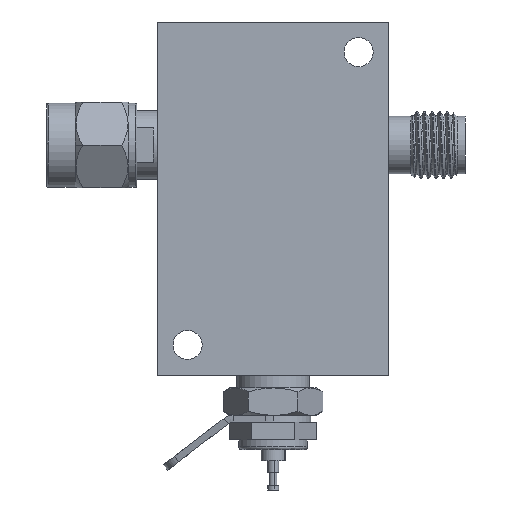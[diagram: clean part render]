
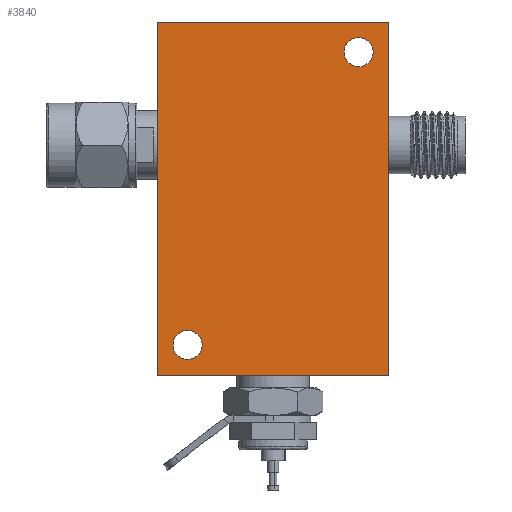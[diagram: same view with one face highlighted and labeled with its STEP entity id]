
A CAD part, front view. The second image highlights one B-rep face of the part: STEP entity #3840.
In plain terms, the highlighted planar face has unit normal (0, -1, 0).
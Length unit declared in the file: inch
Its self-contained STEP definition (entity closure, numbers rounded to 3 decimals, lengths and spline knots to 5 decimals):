
#72 = VECTOR ( 'NONE', #10980, 39.37008 ) ;
#403 = VECTOR ( 'NONE', #616, 39.37008 ) ;
#571 = VERTEX_POINT ( 'NONE', #14891 ) ;
#616 = DIRECTION ( 'NONE',  ( 1., 0., 0. ) ) ;
#841 = LINE ( 'NONE', #16670, #72 ) ;
#1314 = FACE_BOUND ( 'NONE', #5641, .T. ) ;
#1690 = VERTEX_POINT ( 'NONE', #14996 ) ;
#1761 = EDGE_CURVE ( 'NONE', #12429, #9416, #14721, .T. ) ;
#2036 = VERTEX_POINT ( 'NONE', #18920 ) ;
#2259 = CARTESIAN_POINT ( 'NONE',  ( 0.3125, 0., 0.58825 ) ) ;
#2527 = AXIS2_PLACEMENT_3D ( 'NONE', #8252, #5352, #8454 ) ;
#2905 = DIRECTION ( 'NONE',  ( 0., 0., -1. ) ) ;
#2909 = CARTESIAN_POINT ( 'NONE',  ( 0., 0., -0.645 ) ) ;
#3523 = PLANE ( 'NONE',  #2527 ) ;
#3718 = AXIS2_PLACEMENT_3D ( 'NONE', #6468, #18070, #16439 ) ;
#3840 = ADVANCED_FACE ( 'NONE', ( #17147, #18598, #1314 ), #3523, .F. ) ;
#4075 = LINE ( 'NONE', #5894, #8414 ) ;
#4670 = CIRCLE ( 'NONE', #15484, 0.05325 ) ;
#5038 = ORIENTED_EDGE ( 'NONE', *, *, #7782, .F. ) ;
#5352 = DIRECTION ( 'NONE',  ( 0., 1., 0. ) ) ;
#5514 = EDGE_LOOP ( 'NONE', ( #18693, #12993 ) ) ;
#5641 = EDGE_LOOP ( 'NONE', ( #5038, #17076 ) ) ;
#5894 = CARTESIAN_POINT ( 'NONE',  ( 0.4225, 0., 0. ) ) ;
#6028 = DIRECTION ( 'NONE',  ( 0., -1., 0. ) ) ;
#6285 = ORIENTED_EDGE ( 'NONE', *, *, #11097, .F. ) ;
#6344 = DIRECTION ( 'NONE',  ( 0., 0., 1. ) ) ;
#6468 = CARTESIAN_POINT ( 'NONE',  ( -0.3125, 0., -0.535 ) ) ;
#6944 = ORIENTED_EDGE ( 'NONE', *, *, #8548, .F. ) ;
#7252 = LINE ( 'NONE', #2909, #8705 ) ;
#7728 = CIRCLE ( 'NONE', #3718, 0.05325 ) ;
#7739 = DIRECTION ( 'NONE',  ( 0., -1., 0. ) ) ;
#7782 = EDGE_CURVE ( 'NONE', #571, #17107, #7728, .T. ) ;
#7786 = VERTEX_POINT ( 'NONE', #15186 ) ;
#8252 = CARTESIAN_POINT ( 'NONE',  ( 0., 0., 0. ) ) ;
#8414 = VECTOR ( 'NONE', #2905, 39.37008 ) ;
#8454 = DIRECTION ( 'NONE',  ( 0., 0., 1. ) ) ;
#8548 = EDGE_CURVE ( 'NONE', #17902, #1690, #841, .T. ) ;
#8705 = VECTOR ( 'NONE', #14697, 39.37008 ) ;
#9042 = EDGE_CURVE ( 'NONE', #17107, #571, #4670, .T. ) ;
#9416 = VERTEX_POINT ( 'NONE', #10694 ) ;
#9927 = EDGE_CURVE ( 'NONE', #1690, #2036, #16730, .T. ) ;
#10035 = EDGE_CURVE ( 'NONE', #2036, #7786, #4075, .T. ) ;
#10694 = CARTESIAN_POINT ( 'NONE',  ( 0.3125, 0., 0.48175 ) ) ;
#10741 = CARTESIAN_POINT ( 'NONE',  ( -0.3125, 0., -0.58825 ) ) ;
#10745 = CARTESIAN_POINT ( 'NONE',  ( 0.3125, 0., 0.535 ) ) ;
#10980 = DIRECTION ( 'NONE',  ( 0., 0., 1. ) ) ;
#11097 = EDGE_CURVE ( 'NONE', #7786, #17902, #7252, .T. ) ;
#11517 = AXIS2_PLACEMENT_3D ( 'NONE', #13468, #6028, #14552 ) ;
#12229 = CARTESIAN_POINT ( 'NONE',  ( -0.4225, 0., -0.645 ) ) ;
#12281 = DIRECTION ( 'NONE',  ( 0., 0., 1. ) ) ;
#12429 = VERTEX_POINT ( 'NONE', #2259 ) ;
#12502 = EDGE_LOOP ( 'NONE', ( #6285, #18631, #17062, #6944 ) ) ;
#12953 = EDGE_CURVE ( 'NONE', #9416, #12429, #13064, .T. ) ;
#12993 = ORIENTED_EDGE ( 'NONE', *, *, #12953, .F. ) ;
#13064 = CIRCLE ( 'NONE', #11517, 0.05325 ) ;
#13468 = CARTESIAN_POINT ( 'NONE',  ( 0.3125, 0., 0.535 ) ) ;
#13710 = DIRECTION ( 'NONE',  ( 0., -1., 0. ) ) ;
#13834 = CARTESIAN_POINT ( 'NONE',  ( 0., 0., 0.645 ) ) ;
#14552 = DIRECTION ( 'NONE',  ( 0., 0., 1. ) ) ;
#14697 = DIRECTION ( 'NONE',  ( -1., 0., 0. ) ) ;
#14721 = CIRCLE ( 'NONE', #17186, 0.05325 ) ;
#14891 = CARTESIAN_POINT ( 'NONE',  ( -0.3125, 0., -0.48175 ) ) ;
#14996 = CARTESIAN_POINT ( 'NONE',  ( -0.4225, 0., 0.645 ) ) ;
#15186 = CARTESIAN_POINT ( 'NONE',  ( 0.4225, 0., -0.645 ) ) ;
#15484 = AXIS2_PLACEMENT_3D ( 'NONE', #16794, #13710, #6344 ) ;
#16439 = DIRECTION ( 'NONE',  ( 0., 0., 1. ) ) ;
#16670 = CARTESIAN_POINT ( 'NONE',  ( -0.4225, 0., 0. ) ) ;
#16730 = LINE ( 'NONE', #13834, #403 ) ;
#16794 = CARTESIAN_POINT ( 'NONE',  ( -0.3125, 0., -0.535 ) ) ;
#17062 = ORIENTED_EDGE ( 'NONE', *, *, #9927, .F. ) ;
#17076 = ORIENTED_EDGE ( 'NONE', *, *, #9042, .F. ) ;
#17107 = VERTEX_POINT ( 'NONE', #10741 ) ;
#17147 = FACE_OUTER_BOUND ( 'NONE', #12502, .T. ) ;
#17186 = AXIS2_PLACEMENT_3D ( 'NONE', #10745, #7739, #12281 ) ;
#17902 = VERTEX_POINT ( 'NONE', #12229 ) ;
#18070 = DIRECTION ( 'NONE',  ( 0., -1., 0. ) ) ;
#18598 = FACE_BOUND ( 'NONE', #5514, .T. ) ;
#18631 = ORIENTED_EDGE ( 'NONE', *, *, #10035, .F. ) ;
#18693 = ORIENTED_EDGE ( 'NONE', *, *, #1761, .F. ) ;
#18920 = CARTESIAN_POINT ( 'NONE',  ( 0.4225, 0., 0.645 ) ) ;
